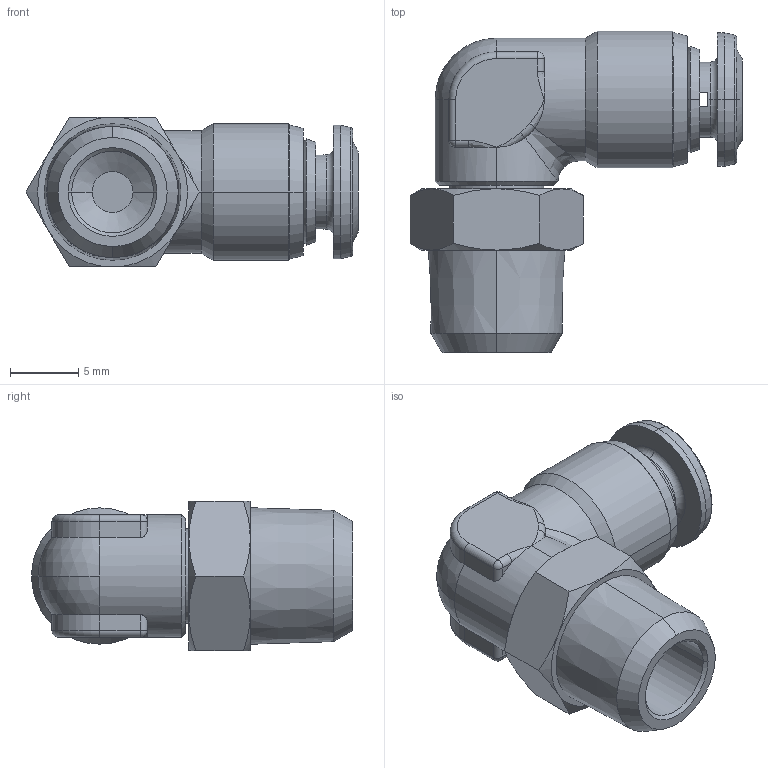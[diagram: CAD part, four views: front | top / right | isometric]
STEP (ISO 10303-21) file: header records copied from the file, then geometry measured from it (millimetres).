
FILE_DESCRIPTION (( 'STEP AP214' ), '1' );
FILE_NAME ('6011000001.step', '2012-10-16T16:32:03', ( '' ), ( '' ), 'SwSTEP 2.0', 'SolidWorks 2012', '' );
FILE_SCHEMA (( 'AUTOMOTIVE_DESIGN' ));
Length unit declared in the file: millimetre
Products named in the file (1): 6011000001
Bounding box: 24.35 x 23.55 x 11 mm (x, y, z)
Volume: 2247.4 mm3; surface area: 1715.3 mm2
Topology: 1 solids, 1 shells, 138 faces, 316 edges, 176 vertices
Faces by surface type: cone 40, cylinder 37, plane 34, torus 12, bspline 9, sphere 6
Entity records: 5707 total; most frequent: CARTESIAN_POINT 1146, DIRECTION 666, ORIENTED_EDGE 608, EDGE_CURVE 304, AXIS2_PLACEMENT_3D 282, VERTEX_POINT 176, CIRCLE 152, EDGE_LOOP 150
